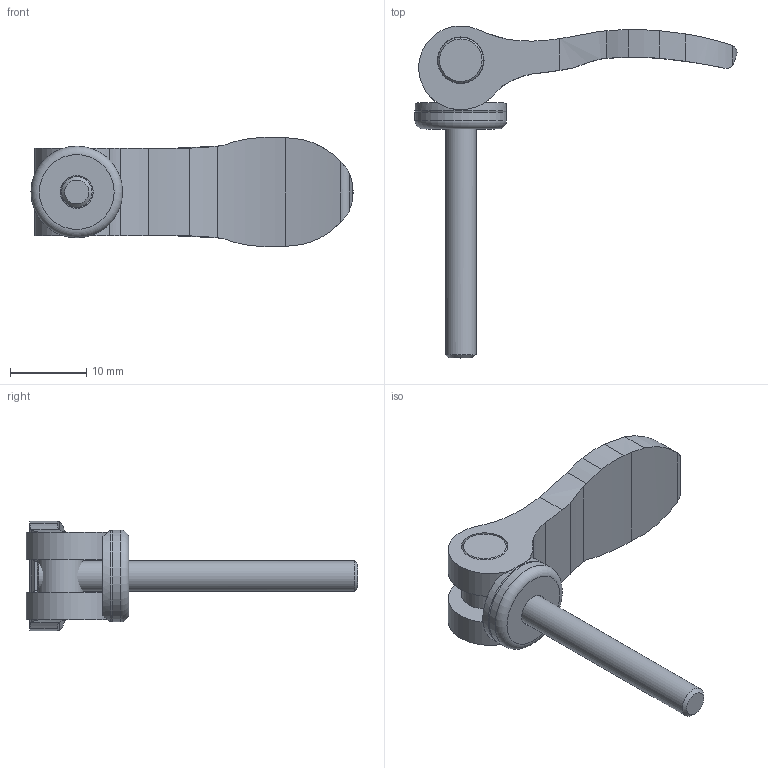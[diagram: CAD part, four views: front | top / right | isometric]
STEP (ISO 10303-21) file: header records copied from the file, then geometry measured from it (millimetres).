
FILE_DESCRIPTION( ( 'STEP AP214' ), '1' );
FILE_NAME( 'K0005.9501104X30.stp', '2020-11-24T14:09:18', ( '' ), ( '' ), ' ', 'PARTsolutions', ' ' );
FILE_SCHEMA( ( 'AUTOMOTIVE_DESIGN { 1 0 10303 214 1 1 1 1 }' ) );
Length unit declared in the file: millimetre
Products named in the file (6): K0005.9501104X30; _exzentergriff_9; _achsbolzen_M 419; _stiftschraube_M 4_309; _scheibe_9; _druckscheibe_9
Assembly tree (5 placements, depth 2):
  K0005.9501104X30
    _exzentergriff_9
    _achsbolzen_M 419
    _stiftschraube_M 4_309
    _scheibe_9
    _druckscheibe_9
Bounding box: 42.2 x 43.48 x 14.4 mm (x, y, z)
Volume: 3043.5 mm3; surface area: 3149.2 mm2
Topology: 5 solids, 5 shells, 80 faces, 202 edges, 132 vertices
Faces by surface type: cylinder 44, plane 20, cone 10, torus 6
Full cylindrical faces by diameter (mm): 3.621 x1, 4 x1, 4.3 x2, 6 x1, 6.1 x2, 11 x2, 12 x1
Entity records: 3395 total; most frequent: CARTESIAN_POINT 900, ORIENTED_EDGE 354, DIRECTION 345, EDGE_CURVE 177, AXIS2_PLACEMENT_3D 149, VERTEX_POINT 126, EDGE_LOOP 108, FACE_OUTER_BOUND 94
